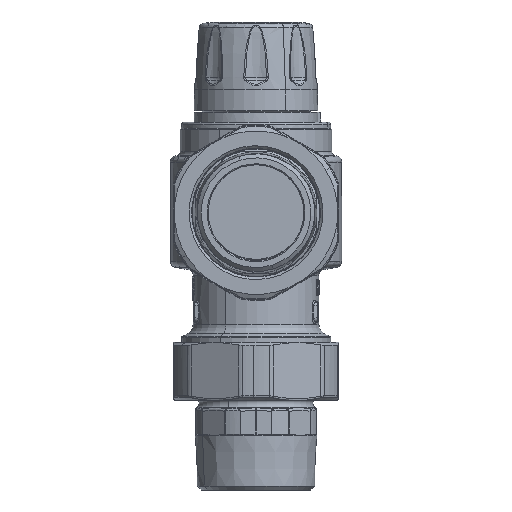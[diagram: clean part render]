
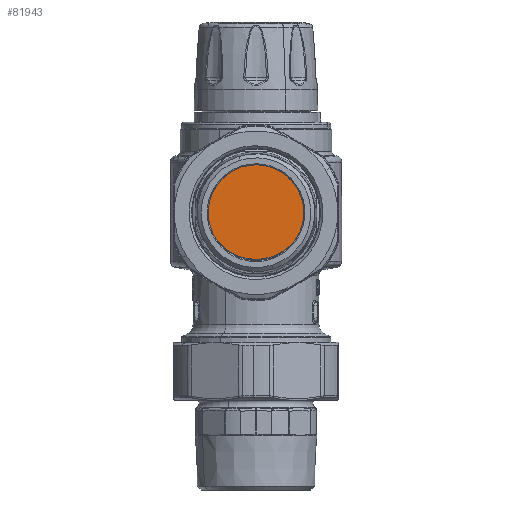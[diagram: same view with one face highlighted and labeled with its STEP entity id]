
A CAD part, front view. The second image highlights one B-rep face of the part: STEP entity #81943.
In plain terms, the highlighted planar face has unit normal (0, -1, 0).
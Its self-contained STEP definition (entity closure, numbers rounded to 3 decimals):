
#81737=CARTESIAN_POINT('Axis2P3D Location',(0.,-129.188,-5.)) ;
#81741=CARTESIAN_POINT('Vertex',(-7.039,-129.188,17.945)) ;
#81743=CARTESIAN_POINT('Vertex',(21.687,-129.188,-15.28)) ;
#81803=CARTESIAN_POINT('Vertex',(-21.687,-129.188,-15.28)) ;
#81806=CARTESIAN_POINT('Axis2P3D Location',(0.,-129.188,-5.)) ;
#81920=CARTESIAN_POINT('Axis2P3D Location',(0.,-129.188,20.596)) ;
#81925=CARTESIAN_POINT('Axis2P3D Location',(0.,-129.188,-3.897)) ;
#81929=CARTESIAN_POINT('Vertex',(-11.743,-129.188,-25.391)) ;
#81932=CARTESIAN_POINT('Axis2P3D Location',(0.,-129.188,-3.897)) ;
#81738=DIRECTION('Axis2P3D Direction',(0.,1.,0.)) ;
#81807=DIRECTION('Axis2P3D Direction',(0.,1.,0.)) ;
#81921=DIRECTION('Axis2P3D Direction',(-0.,1.,0.)) ;
#81922=DIRECTION('Axis2P3D XDirection',(1.,0.,0.)) ;
#81926=DIRECTION('Axis2P3D Direction',(-0.,1.,0.)) ;
#81933=DIRECTION('Axis2P3D Direction',(-0.,1.,0.)) ;
#81739=AXIS2_PLACEMENT_3D('Circle Axis2P3D',#81737,#81738,$) ;
#81808=AXIS2_PLACEMENT_3D('Circle Axis2P3D',#81806,#81807,$) ;
#81923=AXIS2_PLACEMENT_3D('Plane Axis2P3D',#81920,#81921,#81922) ;
#81927=AXIS2_PLACEMENT_3D('Circle Axis2P3D',#81925,#81926,$) ;
#81934=AXIS2_PLACEMENT_3D('Circle Axis2P3D',#81932,#81933,$) ;
#81740=CIRCLE('generated circle',#81739,24.) ;
#81809=CIRCLE('generated circle',#81808,24.) ;
#81928=CIRCLE('generated circle',#81927,24.493) ;
#81935=CIRCLE('generated circle',#81934,24.493) ;
#81924=PLANE('',#81923) ;
#81745=EDGE_CURVE('',#81742,#81744,#81740,.T.) ;
#81810=EDGE_CURVE('',#81804,#81742,#81809,.T.) ;
#81931=EDGE_CURVE('',#81930,#81804,#81928,.T.) ;
#81936=EDGE_CURVE('',#81744,#81930,#81935,.T.) ;
#81938=ORIENTED_EDGE('',*,*,#81745,.F.) ;
#81939=ORIENTED_EDGE('',*,*,#81810,.F.) ;
#81940=ORIENTED_EDGE('',*,*,#81931,.F.) ;
#81941=ORIENTED_EDGE('',*,*,#81936,.F.) ;
#81937=EDGE_LOOP('',(#81938,#81939,#81940,#81941)) ;
#81742=VERTEX_POINT('',#81741) ;
#81744=VERTEX_POINT('',#81743) ;
#81804=VERTEX_POINT('',#81803) ;
#81930=VERTEX_POINT('',#81929) ;
#81943=ADVANCED_FACE('PartBody',(#81942),#81924,.F.) ;
#81942=FACE_OUTER_BOUND('',#81937,.T.) ;
